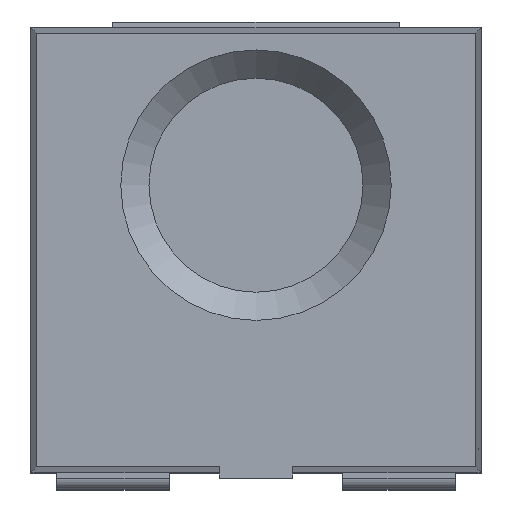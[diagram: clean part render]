
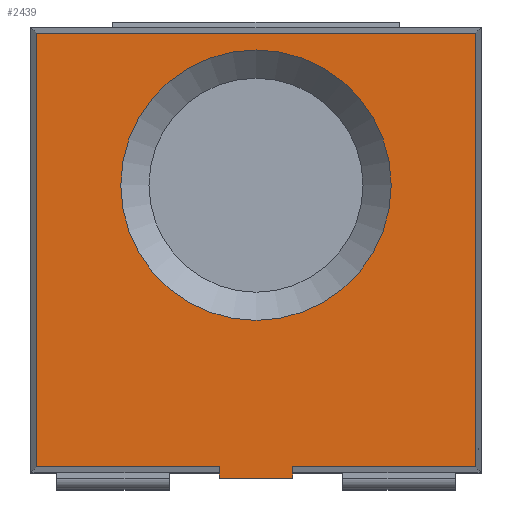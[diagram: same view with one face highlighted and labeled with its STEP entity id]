
A CAD part, top view. The second image highlights one B-rep face of the part: STEP entity #2439.
In plain terms, the highlighted planar face has unit normal (0, 0, 1).
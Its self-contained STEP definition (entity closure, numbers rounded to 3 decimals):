
#104=CIRCLE('',#2571,1.2);
#566=ORIENTED_EDGE('',*,*,#870,.F.);
#567=ORIENTED_EDGE('',*,*,#858,.T.);
#568=ORIENTED_EDGE('',*,*,#871,.F.);
#569=ORIENTED_EDGE('',*,*,#872,.T.);
#570=ORIENTED_EDGE('',*,*,#873,.T.);
#571=ORIENTED_EDGE('',*,*,#868,.T.);
#572=ORIENTED_EDGE('',*,*,#874,.T.);
#573=ORIENTED_EDGE('',*,*,#864,.T.);
#574=ORIENTED_EDGE('',*,*,#861,.T.);
#858=EDGE_CURVE('',#1036,#1038,#1235,.T.);
#861=EDGE_CURVE('',#1039,#1036,#1238,.T.);
#864=EDGE_CURVE('',#1041,#1039,#1241,.T.);
#868=EDGE_CURVE('',#1043,#1045,#1245,.T.);
#870=EDGE_CURVE('',#1047,#1047,#104,.T.);
#871=EDGE_CURVE('',#1048,#1038,#1246,.T.);
#872=EDGE_CURVE('',#1048,#1049,#1247,.T.);
#873=EDGE_CURVE('',#1049,#1043,#1248,.T.);
#874=EDGE_CURVE('',#1045,#1041,#1249,.T.);
#1036=VERTEX_POINT('',#3682);
#1038=VERTEX_POINT('',#3686);
#1039=VERTEX_POINT('',#3690);
#1041=VERTEX_POINT('',#3696);
#1043=VERTEX_POINT('',#3702);
#1045=VERTEX_POINT('',#3706);
#1047=VERTEX_POINT('',#3713);
#1048=VERTEX_POINT('',#3715);
#1049=VERTEX_POINT('',#3717);
#1235=LINE('',#3687,#1440);
#1238=LINE('',#3693,#1443);
#1241=LINE('',#3699,#1446);
#1245=LINE('',#3707,#1450);
#1246=LINE('',#3714,#1451);
#1247=LINE('',#3716,#1452);
#1248=LINE('',#3718,#1453);
#1249=LINE('',#3719,#1454);
#1440=VECTOR('',#2986,1000.);
#1443=VECTOR('',#2991,1000.);
#1446=VECTOR('',#2996,1000.);
#1450=VECTOR('',#3002,1000.);
#1451=VECTOR('',#3011,1000.);
#1452=VECTOR('',#3012,1000.);
#1453=VECTOR('',#3013,1000.);
#1454=VECTOR('',#3014,1000.);
#1544=EDGE_LOOP('',(#566));
#1545=EDGE_LOOP('',(#567,#568,#569,#570,#571,#572,#573,#574));
#1639=FACE_BOUND('',#1544,.T.);
#1640=FACE_BOUND('',#1545,.T.);
#1708=PLANE('',#2570);
#2439=ADVANCED_FACE('',(#1639,#1640),#1708,.T.);
#2570=AXIS2_PLACEMENT_3D('',#3711,#3007,#3008);
#2571=AXIS2_PLACEMENT_3D('',#3712,#3009,#3010);
#2986=DIRECTION('',(1.,0.,0.));
#2991=DIRECTION('',(0.,-1.,0.));
#2996=DIRECTION('',(-1.,0.,0.));
#3002=DIRECTION('',(1.,0.,0.));
#3007=DIRECTION('',(0.,0.,1.));
#3008=DIRECTION('',(1.,0.,0.));
#3009=DIRECTION('',(0.,0.,1.));
#3010=DIRECTION('',(1.,0.,0.));
#3011=DIRECTION('',(0.,1.,0.));
#3012=DIRECTION('',(1.,0.,0.));
#3013=DIRECTION('',(0.,1.,0.));
#3014=DIRECTION('',(0.,1.,0.));
#3682=CARTESIAN_POINT('',(-1.95,-1.9,0.));
#3686=CARTESIAN_POINT('',(-0.325,-1.9,0.));
#3687=CARTESIAN_POINT('',(0.,-1.9,0.));
#3690=CARTESIAN_POINT('',(-1.95,1.95,0.));
#3693=CARTESIAN_POINT('',(-1.95,-4.541,0.));
#3696=CARTESIAN_POINT('',(1.95,1.95,0.));
#3699=CARTESIAN_POINT('',(-2.,1.95,0.));
#3702=CARTESIAN_POINT('',(0.325,-1.9,0.));
#3706=CARTESIAN_POINT('',(1.95,-1.9,0.));
#3707=CARTESIAN_POINT('',(2.,-1.9,0.));
#3711=CARTESIAN_POINT('',(0.,-4.541,0.));
#3712=CARTESIAN_POINT('',(0.,0.6,0.));
#3713=CARTESIAN_POINT('',(-1.2,0.6,0.));
#3714=CARTESIAN_POINT('',(-0.325,-4.541,0.));
#3715=CARTESIAN_POINT('',(-0.325,-2.,0.));
#3716=CARTESIAN_POINT('',(0.,-2.,0.));
#3717=CARTESIAN_POINT('',(0.325,-2.,0.));
#3718=CARTESIAN_POINT('',(0.325,-4.541,0.));
#3719=CARTESIAN_POINT('',(1.95,2.,0.));
